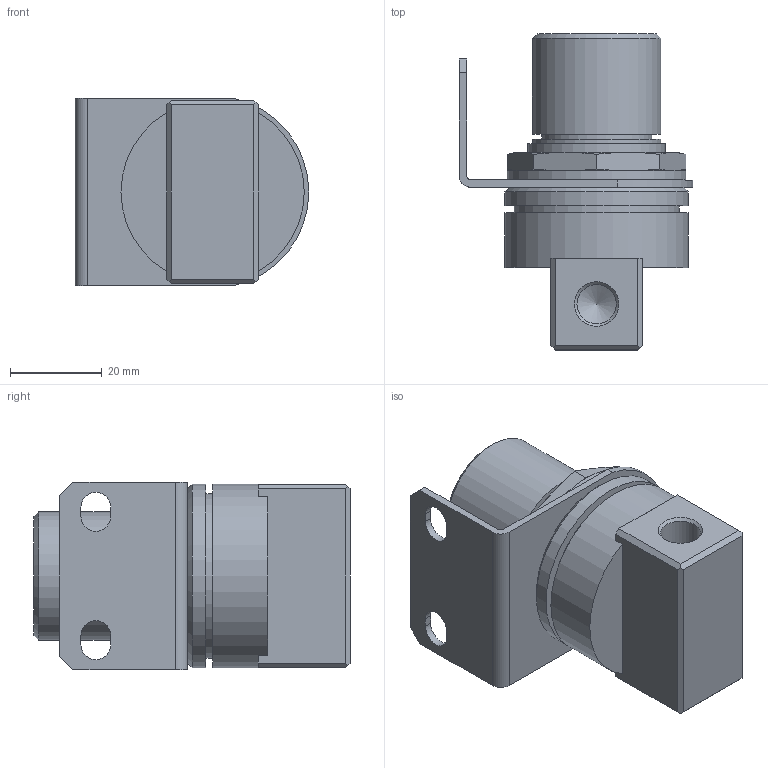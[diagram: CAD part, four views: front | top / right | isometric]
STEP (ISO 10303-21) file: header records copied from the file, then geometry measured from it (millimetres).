
FILE_DESCRIPTION(/* description */ ('STEP AP214'),/* implementation_level */ '2;1');
FILE_NAME(/* name */ 'AP100-01B',/* time_stamp */ '2022-08-27T17:38:59+02:00',/* author */ ('License CC BY-ND 4.0'),/* organization */ ('CADENAS'),/* preprocessor_version */ 'ST-DEVELOPER v18.102',/* originating_system */ 'PARTsolutions',/* authorisation */ ' ');
FILE_SCHEMA (('AUTOMOTIVE_DESIGN {1 0 10303 214 3 1 1}'));
Length unit declared in the file: millimetre
Products named in the file (4): AP100-01B; B21-1P; AP100_30_NUT; AP100-01B_BODY
Assembly tree (3 placements, depth 2):
  AP100-01B
    B21-1P
    AP100_30_NUT
    AP100-01B_BODY
Bounding box: 51 x 69 x 41 mm (x, y, z)
Volume: 62952.1 mm3; surface area: 18432.7 mm2
Topology: 3 solids, 3 shells, 112 faces, 265 edges, 169 vertices
Faces by surface type: plane 65, cylinder 25, cone 22
Full cylindrical faces by diameter (mm): 8 x1, 8.2 x1, 8.566 x2, 24 x1, 26.211 x1, 28 x2, 30 x1, 31 x1, 36 x1, 39 x1, 40 x2
Entity records: 3223 total; most frequent: CARTESIAN_POINT 620, DIRECTION 516, ORIENTED_EDGE 482, EDGE_CURVE 241, AXIS2_PLACEMENT_3D 191, VERTEX_POINT 167, FACE_BOUND 152, EDGE_LOOP 150
